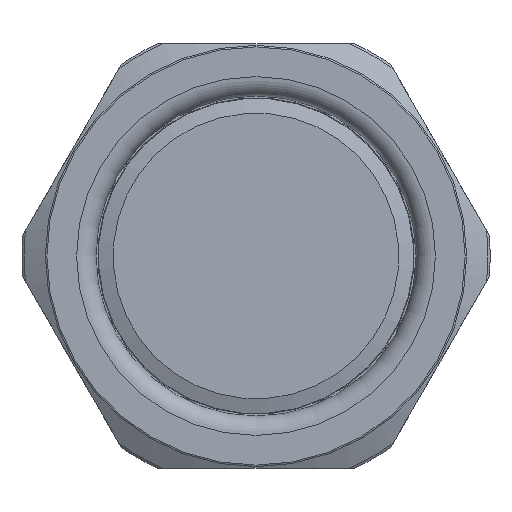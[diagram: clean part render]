
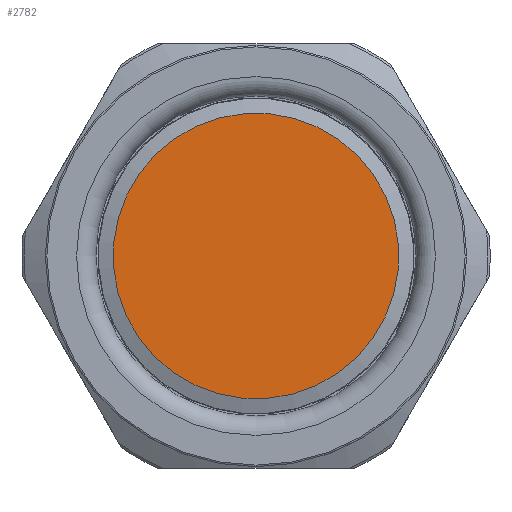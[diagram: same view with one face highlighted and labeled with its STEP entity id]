
A CAD part, left-side view. The second image highlights one B-rep face of the part: STEP entity #2782.
In plain terms, the highlighted face is planar.
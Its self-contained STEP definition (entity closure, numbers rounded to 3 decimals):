
#387=PLANE('',#3257);
#747=FACE_OUTER_BOUND('',#1065,.T.);
#1065=EDGE_LOOP('',(#2530));
#1258=CIRCLE('',#3256,18.5);
#1509=VERTEX_POINT('',#13995);
#1848=EDGE_CURVE('',#1509,#1509,#1258,.T.);
#2530=ORIENTED_EDGE('',*,*,#1848,.T.);
#2782=ADVANCED_FACE('',(#747),#387,.T.);
#3256=AXIS2_PLACEMENT_3D('',#13996,#4096,#4097);
#3257=AXIS2_PLACEMENT_3D('',#13997,#4098,#4099);
#4096=DIRECTION('center_axis',(1.,0.,0.));
#4097=DIRECTION('ref_axis',(0.,0.,-1.));
#4098=DIRECTION('center_axis',(1.,0.,0.));
#4099=DIRECTION('ref_axis',(0.,0.,-1.));
#13995=CARTESIAN_POINT('',(0.65,18.5,0.));
#13996=CARTESIAN_POINT('Origin',(0.65,0.,0.));
#13997=CARTESIAN_POINT('Origin',(0.65,0.,0.));
